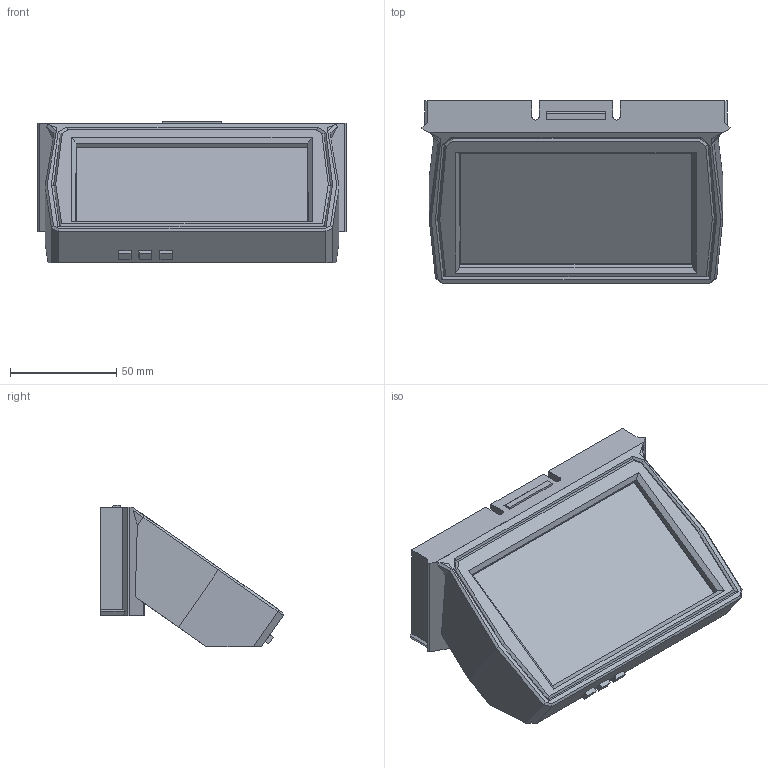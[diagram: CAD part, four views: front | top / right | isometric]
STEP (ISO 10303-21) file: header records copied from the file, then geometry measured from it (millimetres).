
FILE_DESCRIPTION(/* description */ ('','CAx-IF Rec.Pracs.---Representation and Presentation of Product Manufacturing Information (PMI)---4.0---2014-10-13'),/* implementation_level */ '2;1');
FILE_NAME(/* name */ 'BTT-HDMI-Mount.step',/* time_stamp */ '2025-03-21T09:16:11-07:00',/* author */ (''),/* organization */ (''),/* preprocessor_version */ 'ST-DEVELOPER v20',/* originating_system */ 'Autodesk Translation Framework v13.20.0.188',/* authorisation */ '');
FILE_SCHEMA (('AP242_MANAGED_MODEL_BASED_3D_ENGINEERING_MIM_LF { 1 0 10303 442 1 1 4 }'));
Length unit declared in the file: millimetre
Products named in the file (6): Mount-SeperateButtons; BTT-HDMI5; BTT-HDMI5 (1); Buttons; Bezel; Mount Solid
Assembly tree (5 placements, depth 3):
  Mount-SeperateButtons
    BTT-HDMI5
      BTT-HDMI5 (1)
    Buttons
    Bezel
    Mount Solid
Bounding box: 144.66 x 85.89 x 66.6 mm (x, y, z)
Volume: 171964.5 mm3; surface area: 63354.3 mm2
Topology: 6 solids, 7 shells, 361 faces, 935 edges, 608 vertices
Faces by surface type: plane 322, cylinder 39
Full cylindrical faces by diameter (mm): 1.5 x4, 2.75 x4, 22 x1
Entity records: 11055 total; most frequent: CARTESIAN_POINT 1916, ORIENTED_EDGE 1870, DIRECTION 1765, EDGE_CURVE 935, LINE 851, VECTOR 851, VERTEX_POINT 608, AXIS2_PLACEMENT_3D 457
